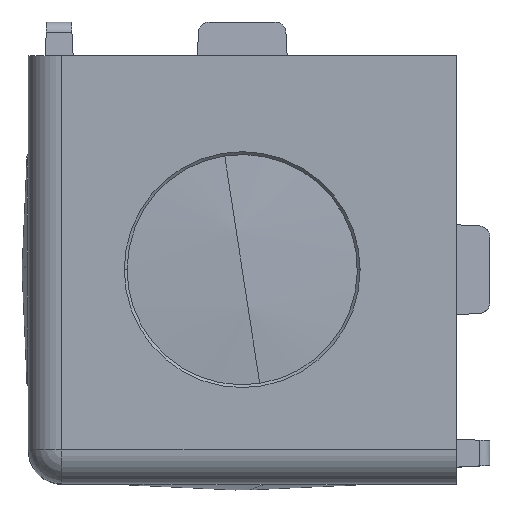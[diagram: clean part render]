
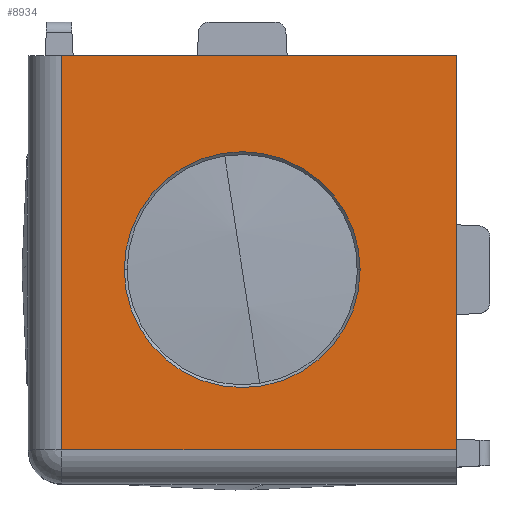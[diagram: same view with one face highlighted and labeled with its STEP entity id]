
A CAD part, top view. The second image highlights one B-rep face of the part: STEP entity #8934.
In plain terms, the highlighted planar face has unit normal (0, 0, 1).
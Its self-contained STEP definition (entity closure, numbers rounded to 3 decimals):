
#30 = VECTOR ( 'NONE', #4942, 1000. ) ;
#202 = DIRECTION ( 'NONE',  ( -1., 0., 0. ) ) ;
#1006 = CARTESIAN_POINT ( 'NONE',  ( -27.365, 19.095, 27.076 ) ) ;
#1494 = ORIENTED_EDGE ( 'NONE', *, *, #3546, .T. ) ;
#1651 = CARTESIAN_POINT ( 'NONE',  ( -56.915, 0.045, 27.076 ) ) ;
#2174 = CARTESIAN_POINT ( 'NONE',  ( -48.365, 19.095, 27.076 ) ) ;
#2372 = CARTESIAN_POINT ( 'NONE',  ( -18.815, 38.145, 27.076 ) ) ;
#2428 = EDGE_CURVE ( 'NONE', #10003, #9079, #2486, .T. ) ;
#2486 = LINE ( 'NONE', #2372, #3964 ) ;
#2715 = CIRCLE ( 'NONE', #4143, 10.5 ) ;
#2840 = ORIENTED_EDGE ( 'NONE', *, *, #6305, .T. ) ;
#2968 = CARTESIAN_POINT ( 'NONE',  ( -37.865, 19.095, 27.076 ) ) ;
#3046 = EDGE_LOOP ( 'NONE', ( #2840, #5326 ) ) ;
#3112 = VERTEX_POINT ( 'NONE', #8388 ) ;
#3152 = CARTESIAN_POINT ( 'NONE',  ( -53.915, 0.045, 27.076 ) ) ;
#3203 = FACE_BOUND ( 'NONE', #3046, .T. ) ;
#3294 = VERTEX_POINT ( 'NONE', #1006 ) ;
#3546 = EDGE_CURVE ( 'NONE', #6661, #3112, #10933, .T. ) ;
#3811 = CIRCLE ( 'NONE', #6136, 10.5 ) ;
#3884 = CARTESIAN_POINT ( 'NONE',  ( -37.865, 19.095, 27.076 ) ) ;
#3964 = VECTOR ( 'NONE', #4272, 1000. ) ;
#4041 = VERTEX_POINT ( 'NONE', #2174 ) ;
#4101 = DIRECTION ( 'NONE',  ( 0., 0., 1. ) ) ;
#4143 = AXIS2_PLACEMENT_3D ( 'NONE', #3884, #4714, #5503 ) ;
#4263 = ORIENTED_EDGE ( 'NONE', *, *, #2428, .T. ) ;
#4265 = EDGE_CURVE ( 'NONE', #4041, #3294, #2715, .T. ) ;
#4272 = DIRECTION ( 'NONE',  ( 0., 1., 0. ) ) ;
#4429 = ORIENTED_EDGE ( 'NONE', *, *, #5597, .T. ) ;
#4566 = EDGE_LOOP ( 'NONE', ( #1494, #4949, #4263, #4429 ) ) ;
#4641 = DIRECTION ( 'NONE',  ( 1., 0., 0. ) ) ;
#4714 = DIRECTION ( 'NONE',  ( 0., 0., -1. ) ) ;
#4942 = DIRECTION ( 'NONE',  ( 0., -1., 0. ) ) ;
#4949 = ORIENTED_EDGE ( 'NONE', *, *, #6209, .T. ) ;
#4991 = FACE_OUTER_BOUND ( 'NONE', #4566, .T. ) ;
#5112 = LINE ( 'NONE', #6063, #5784 ) ;
#5326 = ORIENTED_EDGE ( 'NONE', *, *, #4265, .T. ) ;
#5503 = DIRECTION ( 'NONE',  ( 1., 0., 0. ) ) ;
#5597 = EDGE_CURVE ( 'NONE', #9079, #6661, #5112, .T. ) ;
#5642 = LINE ( 'NONE', #10073, #8450 ) ;
#5784 = VECTOR ( 'NONE', #202, 1000. ) ;
#6063 = CARTESIAN_POINT ( 'NONE',  ( -56.915, 38.145, 27.076 ) ) ;
#6136 = AXIS2_PLACEMENT_3D ( 'NONE', #2968, #10424, #4641 ) ;
#6209 = EDGE_CURVE ( 'NONE', #3112, #10003, #5642, .T. ) ;
#6305 = EDGE_CURVE ( 'NONE', #3294, #4041, #3811, .T. ) ;
#6661 = VERTEX_POINT ( 'NONE', #8797 ) ;
#6733 = PLANE ( 'NONE',  #10416 ) ;
#8388 = CARTESIAN_POINT ( 'NONE',  ( -53.915, 3.045, 27.076 ) ) ;
#8450 = VECTOR ( 'NONE', #10787, 1000. ) ;
#8699 = CARTESIAN_POINT ( 'NONE',  ( -18.815, 3.045, 27.076 ) ) ;
#8797 = CARTESIAN_POINT ( 'NONE',  ( -53.915, 38.145, 27.076 ) ) ;
#8886 = CARTESIAN_POINT ( 'NONE',  ( -18.815, 38.145, 27.076 ) ) ;
#8934 = ADVANCED_FACE ( 'NONE', ( #3203, #4991 ), #6733, .T. ) ;
#9079 = VERTEX_POINT ( 'NONE', #8886 ) ;
#9208 = DIRECTION ( 'NONE',  ( 1., 0., 0. ) ) ;
#10003 = VERTEX_POINT ( 'NONE', #8699 ) ;
#10073 = CARTESIAN_POINT ( 'NONE',  ( -18.815, 3.045, 27.076 ) ) ;
#10416 = AXIS2_PLACEMENT_3D ( 'NONE', #1651, #4101, #9208 ) ;
#10424 = DIRECTION ( 'NONE',  ( 0., 0., -1. ) ) ;
#10787 = DIRECTION ( 'NONE',  ( 1., 0., 0. ) ) ;
#10933 = LINE ( 'NONE', #3152, #30 ) ;
